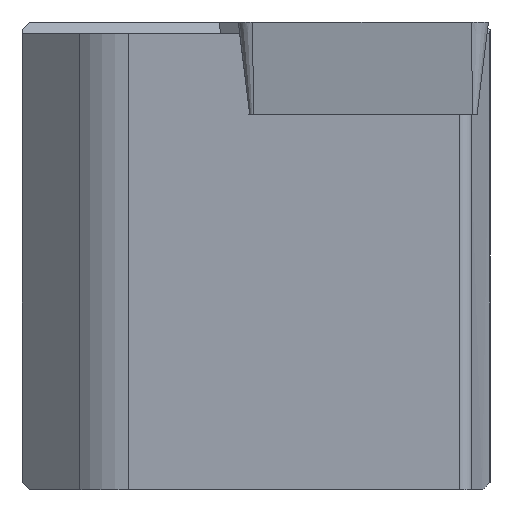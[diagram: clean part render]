
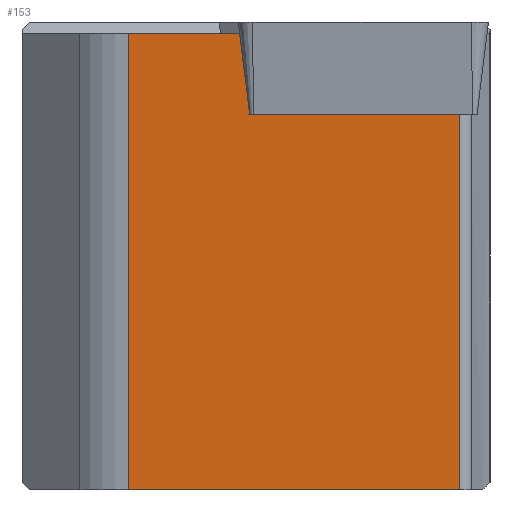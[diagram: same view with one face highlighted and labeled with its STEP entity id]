
A CAD part, left-side view. The second image highlights one B-rep face of the part: STEP entity #153.
In plain terms, the highlighted planar face has unit normal (-0.996, 0.087, 0).
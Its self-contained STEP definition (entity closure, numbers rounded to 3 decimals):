
#153=ADVANCED_FACE('',(#210),#183,.F.);
#183=PLANE('',#698);
#210=FACE_OUTER_BOUND('',#242,.T.);
#242=EDGE_LOOP('',(#340,#341,#342,#343,#344,#345));
#340=ORIENTED_EDGE('',*,*,#515,.T.);
#341=ORIENTED_EDGE('',*,*,#516,.T.);
#342=ORIENTED_EDGE('',*,*,#508,.F.);
#343=ORIENTED_EDGE('',*,*,#517,.T.);
#344=ORIENTED_EDGE('',*,*,#478,.F.);
#345=ORIENTED_EDGE('',*,*,#514,.T.);
#420=VERTEX_POINT('',#893);
#426=VERTEX_POINT('',#905);
#441=VERTEX_POINT('',#956);
#445=VERTEX_POINT('',#965);
#448=VERTEX_POINT('',#977);
#449=VERTEX_POINT('',#981);
#478=EDGE_CURVE('',#426,#420,#554,.T.);
#508=EDGE_CURVE('',#445,#441,#581,.T.);
#514=EDGE_CURVE('',#426,#448,#586,.T.);
#515=EDGE_CURVE('',#448,#449,#587,.T.);
#516=EDGE_CURVE('',#449,#441,#588,.T.);
#517=EDGE_CURVE('',#445,#420,#589,.T.);
#554=LINE('',#906,#618);
#581=LINE('',#966,#645);
#586=LINE('',#978,#650);
#587=LINE('',#980,#651);
#588=LINE('',#982,#652);
#589=LINE('',#983,#653);
#618=VECTOR('',#740,1.);
#645=VECTOR('',#795,1.);
#650=VECTOR('',#808,1.);
#651=VECTOR('',#811,1.);
#652=VECTOR('',#812,1.);
#653=VECTOR('',#813,1.);
#698=AXIS2_PLACEMENT_3D('',#984,#814,#815);
#740=DIRECTION('',(0.087,0.996,0.));
#795=DIRECTION('',(-0.087,-0.996,0.));
#808=DIRECTION('',(0.,0.,1.));
#811=DIRECTION('',(0.087,0.996,0.));
#812=DIRECTION('',(0.011,0.123,0.992));
#813=DIRECTION('',(0.,0.,-1.));
#814=DIRECTION('',(0.996,-0.087,0.));
#815=DIRECTION('',(0.087,0.996,0.));
#893=CARTESIAN_POINT('',(1.205,-2.725,-12.));
#905=CARTESIAN_POINT('',(0.463,-11.212,-12.));
#906=CARTESIAN_POINT('',(0.463,-11.212,-12.));
#956=CARTESIAN_POINT('',(0.955,-5.579,-0.3));
#965=CARTESIAN_POINT('',(1.205,-2.725,-0.3));
#966=CARTESIAN_POINT('',(0.463,-11.212,-0.3));
#977=CARTESIAN_POINT('',(0.463,-11.212,-2.38));
#978=CARTESIAN_POINT('',(0.463,-11.212,-30.));
#980=CARTESIAN_POINT('',(0.463,-11.212,-2.38));
#981=CARTESIAN_POINT('',(0.933,-5.837,-2.38));
#982=CARTESIAN_POINT('',(0.63,-9.298,-30.24));
#983=CARTESIAN_POINT('',(1.205,-2.725,-30.));
#984=CARTESIAN_POINT('',(0.463,-11.212,-30.));
